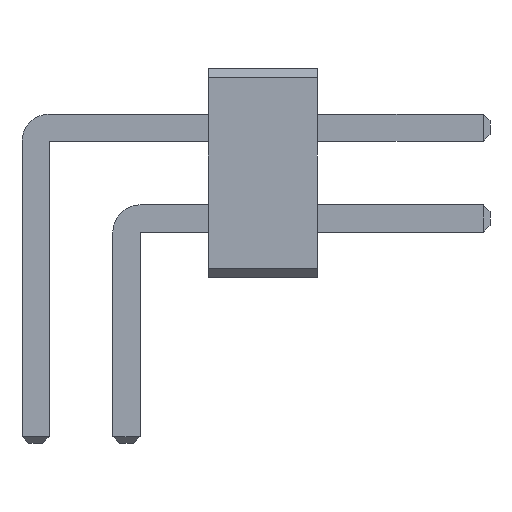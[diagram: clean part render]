
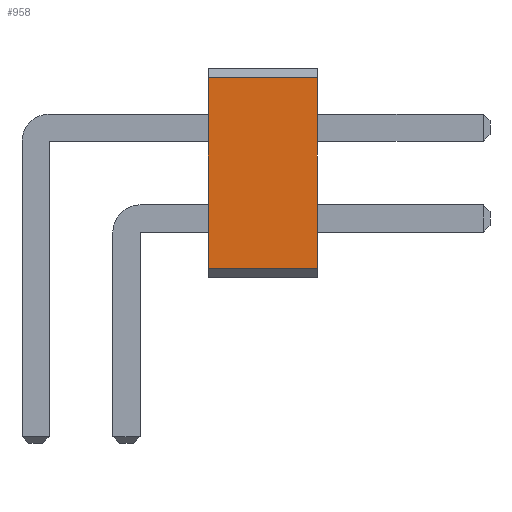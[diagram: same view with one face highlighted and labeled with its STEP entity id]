
A CAD part, front view. The second image highlights one B-rep face of the part: STEP entity #958.
In plain terms, the highlighted planar face has unit normal (0, -1, 0).
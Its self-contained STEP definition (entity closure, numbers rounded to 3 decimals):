
#13=DIRECTION('',(0.,0.,1.));
#27=VECTOR('',#28,1.);
#28=DIRECTION('',(1.,0.,0.));
#57=DIRECTION('',(0.,-1.,0.));
#945=VERTEX_POINT('',#946);
#946=CARTESIAN_POINT('',(3.1,-15.5,0.1));
#949=EDGE_CURVE('',#950,#945,#952,.T.);
#950=VERTEX_POINT('',#951);
#951=CARTESIAN_POINT('',(1.9,-15.5,0.1));
#952=LINE('',#951,#27);
#958=ADVANCED_FACE('',(#959),#976,.T.);
#959=FACE_BOUND('',#960,.T.);
#960=EDGE_LOOP('',(#961,#962,#968,#973));
#961=ORIENTED_EDGE('',*,*,#949,.T.);
#962=ORIENTED_EDGE('',*,*,#963,.T.);
#963=EDGE_CURVE('',#945,#964,#966,.T.);
#964=VERTEX_POINT('',#965);
#965=CARTESIAN_POINT('',(3.1,-15.5,2.2));
#966=LINE('',#946,#967);
#967=VECTOR('',#13,1.);
#968=ORIENTED_EDGE('',*,*,#969,.F.);
#969=EDGE_CURVE('',#970,#964,#972,.T.);
#970=VERTEX_POINT('',#971);
#971=CARTESIAN_POINT('',(1.9,-15.5,2.2));
#972=LINE('',#971,#27);
#973=ORIENTED_EDGE('',*,*,#974,.F.);
#974=EDGE_CURVE('',#950,#970,#975,.T.);
#975=LINE('',#951,#967);
#976=PLANE('',#977);
#977=AXIS2_PLACEMENT_3D('',#951,#57,#13);
